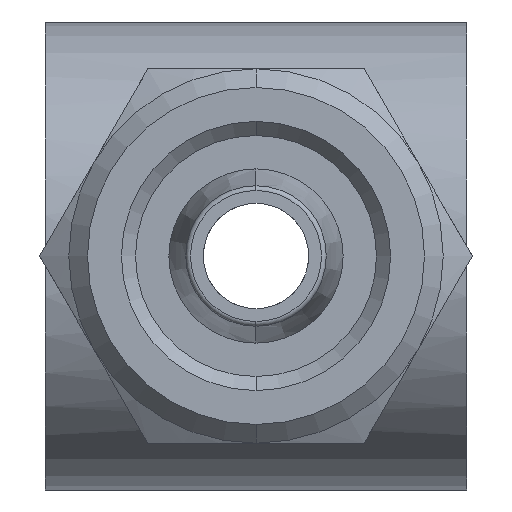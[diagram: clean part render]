
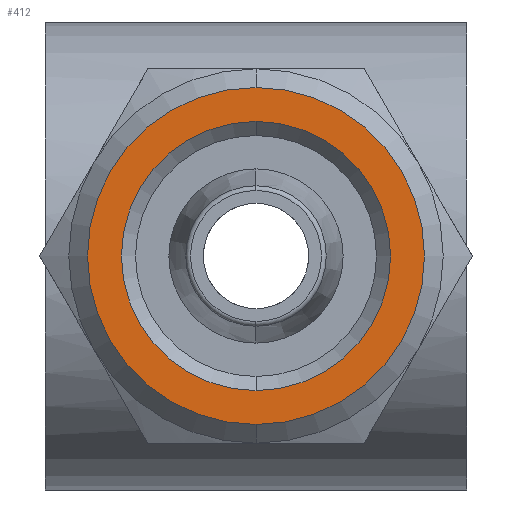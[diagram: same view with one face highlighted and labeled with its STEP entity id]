
A CAD part, left-side view. The second image highlights one B-rep face of the part: STEP entity #412.
In plain terms, the highlighted planar face has unit normal (-1, 0, 0).
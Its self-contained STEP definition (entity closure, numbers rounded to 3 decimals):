
#412 = ADVANCED_FACE ( 'NONE', ( #1551, #1549 ), #2559, .T. ) ;
#517 = VERTEX_POINT ( 'NONE', #2543 ) ;
#538 = VERTEX_POINT ( 'NONE', #1194 ) ;
#559 = DIRECTION ( 'NONE',  ( 0., 0., -1. ) ) ;
#560 = DIRECTION ( 'NONE',  ( 1., 0., 0. ) ) ;
#562 = CARTESIAN_POINT ( 'NONE',  ( -18.352, 0., 0. ) ) ;
#564 = DIRECTION ( 'NONE',  ( 0., 0., -1. ) ) ;
#565 = DIRECTION ( 'NONE',  ( 1., 0., 0. ) ) ;
#566 = CARTESIAN_POINT ( 'NONE',  ( -18.352, 0., 0. ) ) ;
#619 = CIRCLE ( 'NONE', #685, 2.875 ) ;
#669 = AXIS2_PLACEMENT_3D ( 'NONE', #2211, #2212, #2213 ) ;
#671 = CIRCLE ( 'NONE', #669, 3.6 ) ;
#685 = AXIS2_PLACEMENT_3D ( 'NONE', #2159, #2160, #2161 ) ;
#816 = AXIS2_PLACEMENT_3D ( 'NONE', #2549, #2538, #2530 ) ;
#1194 = CARTESIAN_POINT ( 'NONE',  ( -18.352, 0., 3.6 ) ) ;
#1393 = AXIS2_PLACEMENT_3D ( 'NONE', #562, #560, #559 ) ;
#1394 = CIRCLE ( 'NONE', #1393, 2.875 ) ;
#1395 = AXIS2_PLACEMENT_3D ( 'NONE', #566, #565, #564 ) ;
#1396 = CIRCLE ( 'NONE', #1395, 3.6 ) ;
#1549 = FACE_OUTER_BOUND ( 'NONE', #3319, .T. ) ;
#1551 = FACE_BOUND ( 'NONE', #3333, .T. ) ;
#1775 = ORIENTED_EDGE ( 'NONE', *, *, #2977, .F. ) ;
#1776 = ORIENTED_EDGE ( 'NONE', *, *, #2641, .F. ) ;
#1777 = ORIENTED_EDGE ( 'NONE', *, *, #2642, .T. ) ;
#1778 = ORIENTED_EDGE ( 'NONE', *, *, #2963, .T. ) ;
#2159 = CARTESIAN_POINT ( 'NONE',  ( -18.352, 0., 0. ) ) ;
#2160 = DIRECTION ( 'NONE',  ( 1., 0., 0. ) ) ;
#2161 = DIRECTION ( 'NONE',  ( 0., 0., -1. ) ) ;
#2211 = CARTESIAN_POINT ( 'NONE',  ( -18.352, 0., 0. ) ) ;
#2212 = DIRECTION ( 'NONE',  ( 1., 0., 0. ) ) ;
#2213 = DIRECTION ( 'NONE',  ( 0., 0., -1. ) ) ;
#2530 = DIRECTION ( 'NONE',  ( 0., 0., 1. ) ) ;
#2538 = DIRECTION ( 'NONE',  ( -1., 0., 0. ) ) ;
#2543 = CARTESIAN_POINT ( 'NONE',  ( -18.352, 0., -3.6 ) ) ;
#2549 = CARTESIAN_POINT ( 'NONE',  ( -18.352, 3.6, 0. ) ) ;
#2559 = PLANE ( 'NONE',  #816 ) ;
#2611 = VERTEX_POINT ( 'NONE', #2863 ) ;
#2641 = EDGE_CURVE ( 'NONE', #538, #517, #1396, .T. ) ;
#2642 = EDGE_CURVE ( 'NONE', #3145, #2611, #1394, .T. ) ;
#2747 = CARTESIAN_POINT ( 'NONE',  ( -18.352, 0., -2.875 ) ) ;
#2863 = CARTESIAN_POINT ( 'NONE',  ( -18.352, 0., 2.875 ) ) ;
#2963 = EDGE_CURVE ( 'NONE', #2611, #3145, #619, .T. ) ;
#2977 = EDGE_CURVE ( 'NONE', #517, #538, #671, .T. ) ;
#3145 = VERTEX_POINT ( 'NONE', #2747 ) ;
#3319 = EDGE_LOOP ( 'NONE', ( #1775, #1776 ) ) ;
#3333 = EDGE_LOOP ( 'NONE', ( #1778, #1777 ) ) ;
